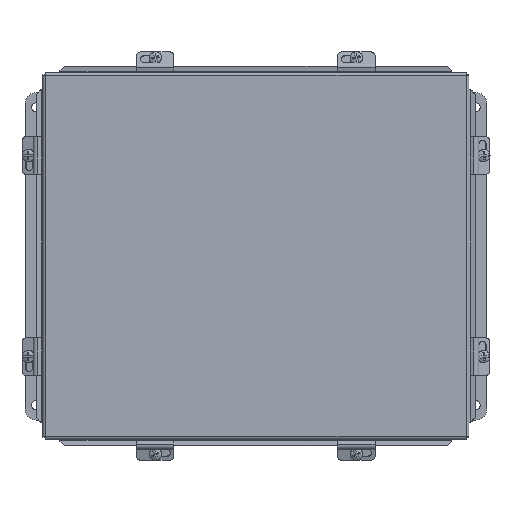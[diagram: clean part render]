
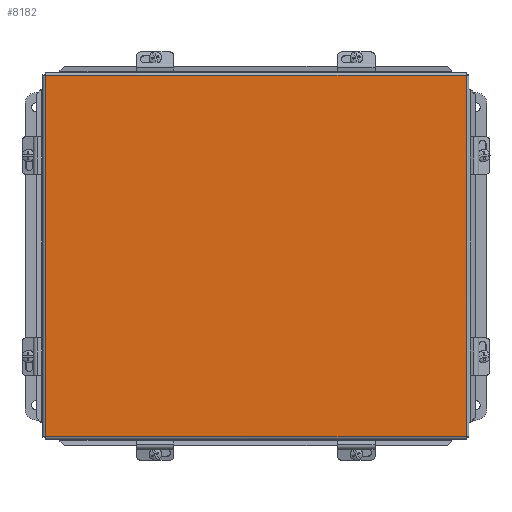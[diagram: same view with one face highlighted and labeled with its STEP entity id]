
A CAD part, top view. The second image highlights one B-rep face of the part: STEP entity #8182.
In plain terms, the highlighted face is planar.
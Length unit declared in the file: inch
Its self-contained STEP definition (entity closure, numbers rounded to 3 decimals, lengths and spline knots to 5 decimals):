
#5 = DIRECTION ( 'NONE',  ( 0., -1., 0. ) ) ;
#28 = DIRECTION ( 'NONE',  ( 0., 1., 0. ) ) ;
#152 = CARTESIAN_POINT ( 'NONE',  ( 12.21625, 14.21625, 0. ) ) ;
#156 = CARTESIAN_POINT ( 'NONE',  ( 0.09375, 0.09375, 0. ) ) ;
#172 = ORIENTED_EDGE ( 'NONE', *, *, #12406, .T. ) ;
#213 = CARTESIAN_POINT ( 'NONE',  ( 0.09375, 14.21625, 0. ) ) ;
#754 = CARTESIAN_POINT ( 'NONE',  ( 0.09375, 0.09375, 0. ) ) ;
#894 = VECTOR ( 'NONE', #6492, 39.37008 ) ;
#1375 = VERTEX_POINT ( 'NONE', #213 ) ;
#1386 = LINE ( 'NONE', #9502, #3510 ) ;
#1854 = AXIS2_PLACEMENT_3D ( 'NONE', #11503, #11471, #11455 ) ;
#3226 = VERTEX_POINT ( 'NONE', #754 ) ;
#3365 = ORIENTED_EDGE ( 'NONE', *, *, #5284, .T. ) ;
#3510 = VECTOR ( 'NONE', #13440, 39.37008 ) ;
#3518 = ORIENTED_EDGE ( 'NONE', *, *, #6329, .T. ) ;
#3639 = LINE ( 'NONE', #156, #7435 ) ;
#4790 = CARTESIAN_POINT ( 'NONE',  ( 12.21625, 14.21625, 0. ) ) ;
#5284 = EDGE_CURVE ( 'NONE', #11174, #7813, #10074, .T. ) ;
#6329 = EDGE_CURVE ( 'NONE', #3226, #1375, #3639, .T. ) ;
#6468 = CARTESIAN_POINT ( 'NONE',  ( 12.21625, 0.09375, 0. ) ) ;
#6492 = DIRECTION ( 'NONE',  ( -1., 0., 0. ) ) ;
#7435 = VECTOR ( 'NONE', #28, 39.37008 ) ;
#7813 = VERTEX_POINT ( 'NONE', #13141 ) ;
#8182 = ADVANCED_FACE ( 'NONE', ( #10276 ), #12189, .F. ) ;
#9502 = CARTESIAN_POINT ( 'NONE',  ( 0.09375, 14.21625, 0. ) ) ;
#9923 = VECTOR ( 'NONE', #5, 39.37008 ) ;
#10074 = LINE ( 'NONE', #152, #9923 ) ;
#10171 = EDGE_CURVE ( 'NONE', #1375, #11174, #1386, .T. ) ;
#10276 = FACE_OUTER_BOUND ( 'NONE', #11519, .T. ) ;
#11174 = VERTEX_POINT ( 'NONE', #4790 ) ;
#11455 = DIRECTION ( 'NONE',  ( 1., 0., 0. ) ) ;
#11471 = DIRECTION ( 'NONE',  ( 0., 0., 1. ) ) ;
#11503 = CARTESIAN_POINT ( 'NONE',  ( 6.155, 7.155, 0. ) ) ;
#11519 = EDGE_LOOP ( 'NONE', ( #3365, #172, #3518, #11837 ) ) ;
#11837 = ORIENTED_EDGE ( 'NONE', *, *, #10171, .T. ) ;
#12048 = LINE ( 'NONE', #6468, #894 ) ;
#12189 = PLANE ( 'NONE',  #1854 ) ;
#12406 = EDGE_CURVE ( 'NONE', #7813, #3226, #12048, .T. ) ;
#13141 = CARTESIAN_POINT ( 'NONE',  ( 12.21625, 0.09375, 0. ) ) ;
#13440 = DIRECTION ( 'NONE',  ( 1., 0., 0. ) ) ;
